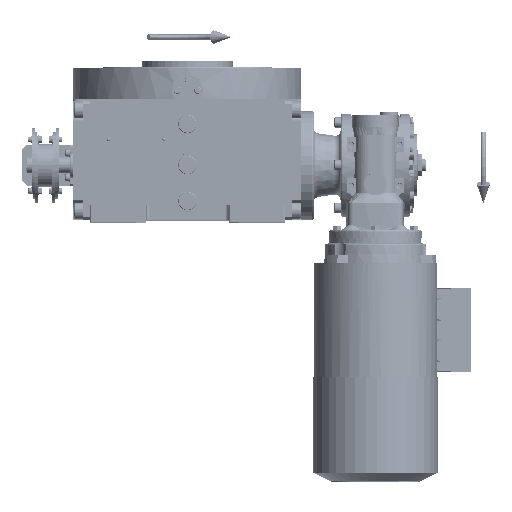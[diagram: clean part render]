
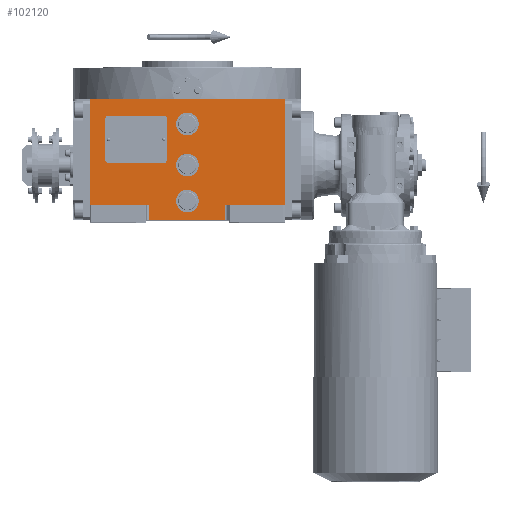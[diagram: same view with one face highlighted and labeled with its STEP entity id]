
A CAD part, top view. The second image highlights one B-rep face of the part: STEP entity #102120.
In plain terms, the highlighted planar face has unit normal (0, 0, 1).
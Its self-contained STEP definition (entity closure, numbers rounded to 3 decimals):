
#399 = ORIENTED_EDGE ( 'NONE', *, *, #32902, .T. ) ;
#531 = ORIENTED_EDGE ( 'NONE', *, *, #77456, .F. ) ;
#2450 = FACE_OUTER_BOUND ( 'NONE', #76673, .T. ) ;
#3351 = EDGE_CURVE ( 'NONE', #83283, #13864, #55996, .T. ) ;
#3406 = EDGE_CURVE ( 'NONE', #11959, #5291, #65643, .T. ) ;
#3478 = EDGE_LOOP ( 'NONE', ( #531, #18254 ) ) ;
#4119 = FACE_BOUND ( 'NONE', #18758, .T. ) ;
#5291 = VERTEX_POINT ( 'NONE', #160169 ) ;
#7800 = VECTOR ( 'NONE', #60213, 1000. ) ;
#11959 = VERTEX_POINT ( 'NONE', #20342 ) ;
#12955 = VERTEX_POINT ( 'NONE', #91470 ) ;
#13250 = DIRECTION ( 'NONE',  ( 1., 0., 0. ) ) ;
#13864 = VERTEX_POINT ( 'NONE', #99105 ) ;
#18254 = ORIENTED_EDGE ( 'NONE', *, *, #3351, .F. ) ;
#18383 = CARTESIAN_POINT ( 'NONE',  ( 11., 0., 163.5 ) ) ;
#18758 = EDGE_LOOP ( 'NONE', ( #128084, #113924 ) ) ;
#19052 = CARTESIAN_POINT ( 'NONE',  ( 0., -35., 163.5 ) ) ;
#20342 = CARTESIAN_POINT ( 'NONE',  ( 37., -38.5, 163.5 ) ) ;
#20433 = DIRECTION ( 'NONE',  ( 1., 0., 0. ) ) ;
#22674 = VERTEX_POINT ( 'NONE', #157500 ) ;
#23255 = DIRECTION ( 'NONE',  ( 1., 0., 0. ) ) ;
#25884 = ORIENTED_EDGE ( 'NONE', *, *, #78290, .F. ) ;
#27017 = ORIENTED_EDGE ( 'NONE', *, *, #155760, .F. ) ;
#27140 = ORIENTED_EDGE ( 'NONE', *, *, #46072, .F. ) ;
#28455 = EDGE_LOOP ( 'NONE', ( #27140, #27017 ) ) ;
#28963 = VERTEX_POINT ( 'NONE', #105084 ) ;
#29948 = VERTEX_POINT ( 'NONE', #50142 ) ;
#30827 = CIRCLE ( 'NONE', #46828, 11. ) ;
#32902 = EDGE_CURVE ( 'NONE', #11959, #22674, #82224, .T. ) ;
#33242 = DIRECTION ( 'NONE',  ( 1., 0., 0. ) ) ;
#35179 = LINE ( 'NONE', #160344, #7800 ) ;
#37068 = CARTESIAN_POINT ( 'NONE',  ( -94.5, 64.5, 163.5 ) ) ;
#39965 = CARTESIAN_POINT ( 'NONE',  ( -37., -53.5, 163.5 ) ) ;
#40881 = ORIENTED_EDGE ( 'NONE', *, *, #88282, .F. ) ;
#41007 = DIRECTION ( 'NONE',  ( 0., 0., 1. ) ) ;
#41437 = DIRECTION ( 'NONE',  ( 0., -1., 0. ) ) ;
#42544 = DIRECTION ( 'NONE',  ( -1., 0., 0. ) ) ;
#42652 = DIRECTION ( 'NONE',  ( -1., 0., 0. ) ) ;
#46072 = EDGE_CURVE ( 'NONE', #69217, #128553, #116296, .T. ) ;
#46828 = AXIS2_PLACEMENT_3D ( 'NONE', #132618, #55897, #42544 ) ;
#47703 = ORIENTED_EDGE ( 'NONE', *, *, #113533, .T. ) ;
#50142 = CARTESIAN_POINT ( 'NONE',  ( -37., -53.5, 163.5 ) ) ;
#51745 = PLANE ( 'NONE',  #113157 ) ;
#51972 = EDGE_CURVE ( 'NONE', #73927, #85241, #91211, .T. ) ;
#52473 = LINE ( 'NONE', #39965, #139105 ) ;
#55570 = CARTESIAN_POINT ( 'NONE',  ( 37., -38.5, 163.5 ) ) ;
#55897 = DIRECTION ( 'NONE',  ( 0., 0., 1. ) ) ;
#55996 = CIRCLE ( 'NONE', #135913, 11. ) ;
#60213 = DIRECTION ( 'NONE',  ( 1., 0., 0. ) ) ;
#64582 = CARTESIAN_POINT ( 'NONE',  ( -37., -53.5, 163.5 ) ) ;
#65374 = CARTESIAN_POINT ( 'NONE',  ( -94.5, 64.5, 163.5 ) ) ;
#65643 = LINE ( 'NONE', #116500, #79888 ) ;
#65812 = VERTEX_POINT ( 'NONE', #123630 ) ;
#65893 = FACE_BOUND ( 'NONE', #3478, .T. ) ;
#68376 = DIRECTION ( 'NONE',  ( 1., 0., 0. ) ) ;
#69217 = VERTEX_POINT ( 'NONE', #18383 ) ;
#73927 = VERTEX_POINT ( 'NONE', #37068 ) ;
#76482 = VECTOR ( 'NONE', #163479, 1000. ) ;
#76673 = EDGE_LOOP ( 'NONE', ( #47703, #112992, #399, #89034, #86758, #40881, #90638, #25884 ) ) ;
#77456 = EDGE_CURVE ( 'NONE', #13864, #83283, #140572, .T. ) ;
#78274 = CARTESIAN_POINT ( 'NONE',  ( -94.5, -38.5, 163.5 ) ) ;
#78290 = EDGE_CURVE ( 'NONE', #29948, #133298, #127961, .T. ) ;
#79888 = VECTOR ( 'NONE', #41437, 1000. ) ;
#82224 = LINE ( 'NONE', #55570, #160805 ) ;
#83283 = VERTEX_POINT ( 'NONE', #110443 ) ;
#85241 = VERTEX_POINT ( 'NONE', #164918 ) ;
#86758 = ORIENTED_EDGE ( 'NONE', *, *, #51972, .F. ) ;
#87484 = DIRECTION ( 'NONE',  ( 0., 0., 1. ) ) ;
#88282 = EDGE_CURVE ( 'NONE', #12955, #73927, #89980, .T. ) ;
#89034 = ORIENTED_EDGE ( 'NONE', *, *, #160350, .T. ) ;
#89589 = DIRECTION ( 'NONE',  ( 0., 1., 0. ) ) ;
#89980 = LINE ( 'NONE', #78274, #76482 ) ;
#90638 = ORIENTED_EDGE ( 'NONE', *, *, #162833, .T. ) ;
#91157 = DIRECTION ( 'NONE',  ( 0., 0., 1. ) ) ;
#91211 = LINE ( 'NONE', #65374, #152173 ) ;
#91470 = CARTESIAN_POINT ( 'NONE',  ( -94.5, -38.5, 163.5 ) ) ;
#93374 = CIRCLE ( 'NONE', #133398, 11. ) ;
#99105 = CARTESIAN_POINT ( 'NONE',  ( 11., -35., 163.5 ) ) ;
#99927 = LINE ( 'NONE', #123338, #143498 ) ;
#102120 = ADVANCED_FACE ( 'NONE', ( #103411, #65893, #4119, #2450 ), #51745, .T. ) ;
#102128 = CIRCLE ( 'NONE', #107484, 11. ) ;
#102452 = CARTESIAN_POINT ( 'NONE',  ( 0., 40., 163.5 ) ) ;
#103411 = FACE_BOUND ( 'NONE', #28455, .T. ) ;
#104234 = CARTESIAN_POINT ( 'NONE',  ( -94.5, -53.5, 163.5 ) ) ;
#105084 = CARTESIAN_POINT ( 'NONE',  ( -11., 40., 163.5 ) ) ;
#105353 = CARTESIAN_POINT ( 'NONE',  ( -11., 0., 163.5 ) ) ;
#107484 = AXIS2_PLACEMENT_3D ( 'NONE', #155319, #41007, #42652 ) ;
#108309 = DIRECTION ( 'NONE',  ( 0., 0., 1. ) ) ;
#110443 = CARTESIAN_POINT ( 'NONE',  ( -11., -35., 163.5 ) ) ;
#111254 = AXIS2_PLACEMENT_3D ( 'NONE', #19052, #108309, #33242 ) ;
#112992 = ORIENTED_EDGE ( 'NONE', *, *, #3406, .F. ) ;
#113157 = AXIS2_PLACEMENT_3D ( 'NONE', #104234, #155179, #68376 ) ;
#113533 = EDGE_CURVE ( 'NONE', #29948, #5291, #52473, .T. ) ;
#113924 = ORIENTED_EDGE ( 'NONE', *, *, #115401, .F. ) ;
#115401 = EDGE_CURVE ( 'NONE', #28963, #65812, #102128, .T. ) ;
#116296 = CIRCLE ( 'NONE', #121553, 11. ) ;
#116500 = CARTESIAN_POINT ( 'NONE',  ( 37., -38.5, 163.5 ) ) ;
#116839 = CARTESIAN_POINT ( 'NONE',  ( -37., -38.5, 163.5 ) ) ;
#121371 = EDGE_CURVE ( 'NONE', #65812, #28963, #93374, .T. ) ;
#121553 = AXIS2_PLACEMENT_3D ( 'NONE', #138783, #91157, #140422 ) ;
#123338 = CARTESIAN_POINT ( 'NONE',  ( 94.5, -38.5, 163.5 ) ) ;
#123630 = CARTESIAN_POINT ( 'NONE',  ( 11., 40., 163.5 ) ) ;
#124829 = VECTOR ( 'NONE', #89589, 1000. ) ;
#125754 = DIRECTION ( 'NONE',  ( 0., 0., 1. ) ) ;
#127961 = LINE ( 'NONE', #64582, #124829 ) ;
#128084 = ORIENTED_EDGE ( 'NONE', *, *, #121371, .F. ) ;
#128553 = VERTEX_POINT ( 'NONE', #105353 ) ;
#132618 = CARTESIAN_POINT ( 'NONE',  ( 0., 0., 163.5 ) ) ;
#133298 = VERTEX_POINT ( 'NONE', #116839 ) ;
#133398 = AXIS2_PLACEMENT_3D ( 'NONE', #102452, #87484, #23255 ) ;
#135913 = AXIS2_PLACEMENT_3D ( 'NONE', #164162, #125754, #139935 ) ;
#138783 = CARTESIAN_POINT ( 'NONE',  ( 0., 0., 163.5 ) ) ;
#139105 = VECTOR ( 'NONE', #13250, 1000. ) ;
#139935 = DIRECTION ( 'NONE',  ( -1., 0., 0. ) ) ;
#140422 = DIRECTION ( 'NONE',  ( 1., 0., 0. ) ) ;
#140572 = CIRCLE ( 'NONE', #111254, 11. ) ;
#143498 = VECTOR ( 'NONE', #150066, 1000. ) ;
#150066 = DIRECTION ( 'NONE',  ( 0., 1., 0. ) ) ;
#151396 = DIRECTION ( 'NONE',  ( 1., 0., 0. ) ) ;
#152173 = VECTOR ( 'NONE', #151396, 1000. ) ;
#155179 = DIRECTION ( 'NONE',  ( 0., 0., 1. ) ) ;
#155319 = CARTESIAN_POINT ( 'NONE',  ( 0., 40., 163.5 ) ) ;
#155760 = EDGE_CURVE ( 'NONE', #128553, #69217, #30827, .T. ) ;
#157500 = CARTESIAN_POINT ( 'NONE',  ( 94.5, -38.5, 163.5 ) ) ;
#160169 = CARTESIAN_POINT ( 'NONE',  ( 37., -53.5, 163.5 ) ) ;
#160344 = CARTESIAN_POINT ( 'NONE',  ( -94.5, -38.5, 163.5 ) ) ;
#160350 = EDGE_CURVE ( 'NONE', #22674, #85241, #99927, .T. ) ;
#160805 = VECTOR ( 'NONE', #20433, 1000. ) ;
#162833 = EDGE_CURVE ( 'NONE', #12955, #133298, #35179, .T. ) ;
#163479 = DIRECTION ( 'NONE',  ( 0., 1., 0. ) ) ;
#164162 = CARTESIAN_POINT ( 'NONE',  ( 0., -35., 163.5 ) ) ;
#164918 = CARTESIAN_POINT ( 'NONE',  ( 94.5, 64.5, 163.5 ) ) ;
